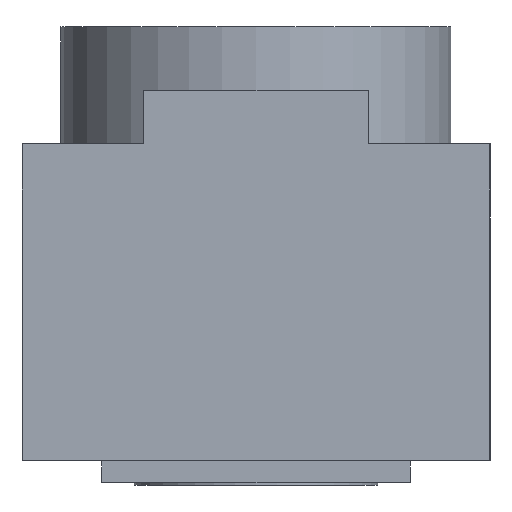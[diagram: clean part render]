
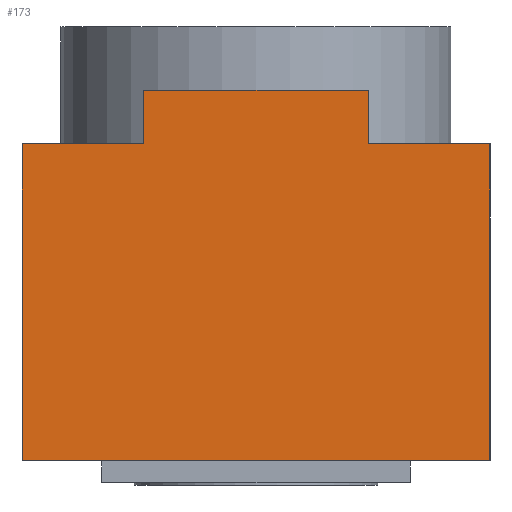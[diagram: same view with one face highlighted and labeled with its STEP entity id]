
A CAD part, left-side view. The second image highlights one B-rep face of the part: STEP entity #173.
In plain terms, the highlighted planar face has unit normal (-1, 0, 0).
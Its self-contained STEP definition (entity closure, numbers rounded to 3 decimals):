
#42=LINE('',#927,#84);
#43=LINE('',#929,#85);
#44=LINE('',#932,#86);
#45=LINE('',#934,#87);
#46=LINE('',#935,#88);
#47=LINE('',#937,#89);
#48=LINE('',#939,#90);
#49=LINE('',#941,#91);
#84=VECTOR('',#573,1.);
#85=VECTOR('',#576,1.);
#86=VECTOR('',#577,1.);
#87=VECTOR('',#578,1.);
#88=VECTOR('',#579,1.);
#89=VECTOR('',#580,1.);
#90=VECTOR('',#581,1.);
#91=VECTOR('',#582,1.);
#121=PLANE('',#521);
#142=FACE_OUTER_BOUND('',#226,.T.);
#173=ADVANCED_FACE('',(#142),#121,.T.);
#226=EDGE_LOOP('',(#275,#276,#277,#278,#279,#280,#281,#282));
#275=ORIENTED_EDGE('',*,*,#430,.T.);
#276=ORIENTED_EDGE('',*,*,#431,.T.);
#277=ORIENTED_EDGE('',*,*,#432,.F.);
#278=ORIENTED_EDGE('',*,*,#429,.F.);
#279=ORIENTED_EDGE('',*,*,#433,.T.);
#280=ORIENTED_EDGE('',*,*,#434,.T.);
#281=ORIENTED_EDGE('',*,*,#435,.T.);
#282=ORIENTED_EDGE('',*,*,#436,.T.);
#384=VERTEX_POINT('',#922);
#386=VERTEX_POINT('',#926);
#387=VERTEX_POINT('',#930);
#388=VERTEX_POINT('',#931);
#389=VERTEX_POINT('',#933);
#390=VERTEX_POINT('',#936);
#391=VERTEX_POINT('',#938);
#392=VERTEX_POINT('',#940);
#429=EDGE_CURVE('',#386,#384,#42,.T.);
#430=EDGE_CURVE('',#387,#388,#43,.T.);
#431=EDGE_CURVE('',#388,#389,#44,.T.);
#432=EDGE_CURVE('',#384,#389,#45,.T.);
#433=EDGE_CURVE('',#386,#390,#46,.T.);
#434=EDGE_CURVE('',#390,#391,#47,.T.);
#435=EDGE_CURVE('',#391,#392,#48,.T.);
#436=EDGE_CURVE('',#392,#387,#49,.T.);
#521=AXIS2_PLACEMENT_3D('',#942,#583,#584);
#573=DIRECTION('',(0.,1.,0.));
#576=DIRECTION('',(0.,0.,-1.));
#577=DIRECTION('',(0.,1.,0.));
#578=DIRECTION('',(0.,0.,1.));
#579=DIRECTION('',(0.,0.,1.));
#580=DIRECTION('',(0.,1.,0.));
#581=DIRECTION('',(0.,0.,1.));
#582=DIRECTION('',(0.,1.,0.));
#583=DIRECTION('',(-1.,0.,0.));
#584=DIRECTION('',(0.,0.,-1.));
#922=CARTESIAN_POINT('',(-99.,48.,-65.));
#926=CARTESIAN_POINT('',(-99.,-48.,-65.));
#927=CARTESIAN_POINT('',(-99.,-48.,-65.));
#929=CARTESIAN_POINT('',(-99.,23.,0.));
#930=CARTESIAN_POINT('',(-99.,23.,11.));
#931=CARTESIAN_POINT('',(-99.,23.,0.));
#932=CARTESIAN_POINT('',(-99.,23.,0.));
#933=CARTESIAN_POINT('',(-99.,48.,0.));
#934=CARTESIAN_POINT('',(-99.,48.,-65.));
#935=CARTESIAN_POINT('',(-99.,-48.,-65.));
#936=CARTESIAN_POINT('',(-99.,-48.,0.));
#937=CARTESIAN_POINT('',(-99.,-60.,0.));
#938=CARTESIAN_POINT('',(-99.,-23.,0.));
#939=CARTESIAN_POINT('',(-99.,-23.,11.));
#940=CARTESIAN_POINT('',(-99.,-23.,11.));
#941=CARTESIAN_POINT('',(-99.,-48.,11.));
#942=CARTESIAN_POINT('',(-99.,-48.,-65.));
